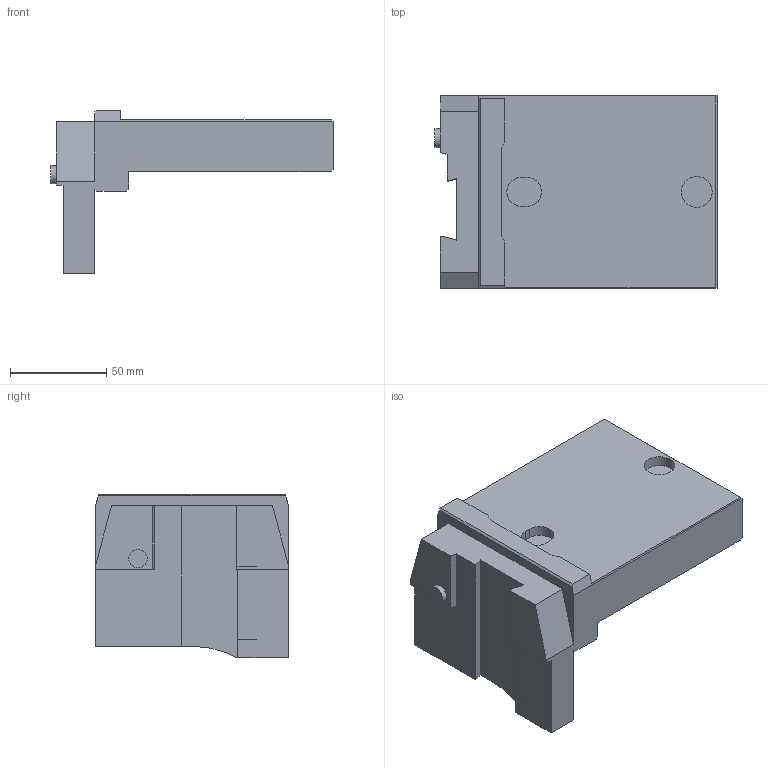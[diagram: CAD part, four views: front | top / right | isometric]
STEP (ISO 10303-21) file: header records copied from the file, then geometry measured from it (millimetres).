
FILE_DESCRIPTION(/* description */ (''),/* implementation_level */ '2;1');
FILE_NAME(/* name */ '1597065074772.stp',/* time_stamp */ '2020-08-10T15:11:21+02:00',/* author */ (''),/* organization */ ('SMS'),/* preprocessor_version */ 'ST-DEVELOPER v16.7',/* originating_system */ 'SIEMENS PLM Software NX 12.0',/* authorisation */ '');
FILE_SCHEMA (('AUTOMOTIVE_DESIGN { 1 0 10303 214 3 1 1 1 }'));
Length unit declared in the file: millimetre
Products named in the file (1): 201708532mod000_01
Bounding box: 146.25 x 100 x 85 mm (x, y, z)
Volume: 466030 mm3; surface area: 55607.7 mm2
Topology: 1 solids, 1 shells, 63 faces, 173 edges, 118 vertices
Faces by surface type: plane 55, cylinder 8
Full cylindrical faces by diameter (mm): 9.5 x1, 16 x1
Entity records: 2025 total; most frequent: CARTESIAN_POINT 354, ORIENTED_EDGE 340, DIRECTION 320, EDGE_CURVE 170, LINE 154, VECTOR 154, VERTEX_POINT 114, AXIS2_PLACEMENT_3D 83
